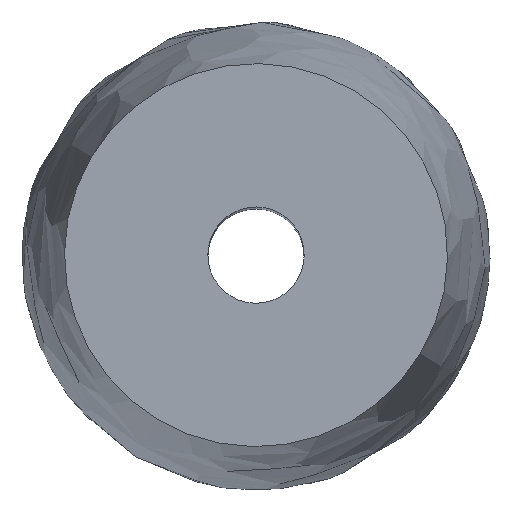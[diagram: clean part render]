
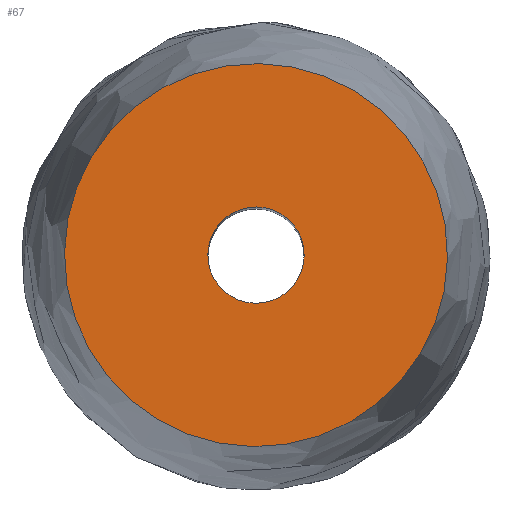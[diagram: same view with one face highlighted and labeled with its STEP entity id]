
A CAD part, top view. The second image highlights one B-rep face of the part: STEP entity #67.
In plain terms, the highlighted planar face has unit normal (0, 0, 1).
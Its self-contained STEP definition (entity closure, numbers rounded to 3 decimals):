
#64=PLANE('',#112);
#67=ADVANCED_FACE('',(#74,#75),#64,.T.);
#74=FACE_BOUND('',#82,.T.);
#75=FACE_BOUND('',#83,.T.);
#82=EDGE_LOOP('',(#90));
#83=EDGE_LOOP('',(#91));
#90=ORIENTED_EDGE('',*,*,#101,.F.);
#91=ORIENTED_EDGE('',*,*,#98,.F.);
#94=VERTEX_POINT('',#138);
#97=VERTEX_POINT('',#173);
#98=EDGE_CURVE('',#94,#94,#102,.T.);
#101=EDGE_CURVE('',#97,#97,#105,.T.);
#102=CIRCLE('',#107,7.954);
#105=CIRCLE('',#111,2.);
#107=AXIS2_PLACEMENT_3D('',#137,#118,#119);
#111=AXIS2_PLACEMENT_3D('',#172,#126,#127);
#112=AXIS2_PLACEMENT_3D('',#174,#128,#129);
#118=DIRECTION('',(0.,0.,-1.));
#119=DIRECTION('',(-1.,0.,0.));
#126=DIRECTION('',(0.,0.,1.));
#127=DIRECTION('',(1.,0.,0.));
#128=DIRECTION('',(0.,0.,1.));
#129=DIRECTION('',(1.,0.,0.));
#137=CARTESIAN_POINT('',(0.,0.,23.5));
#138=CARTESIAN_POINT('',(-7.954,0.,23.5));
#172=CARTESIAN_POINT('',(0.,0.,23.5));
#173=CARTESIAN_POINT('',(2.,0.,23.5));
#174=CARTESIAN_POINT('',(0.,0.,23.5));
